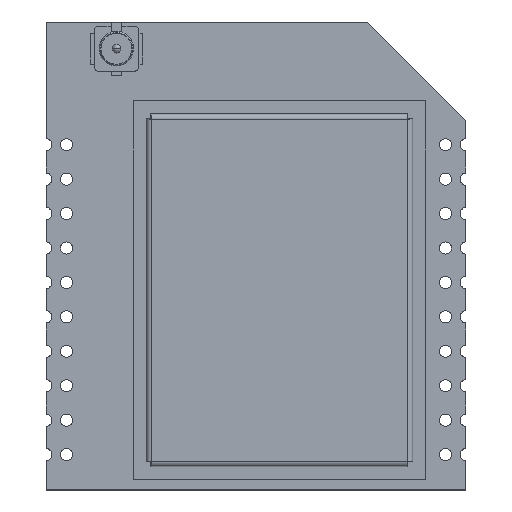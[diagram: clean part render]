
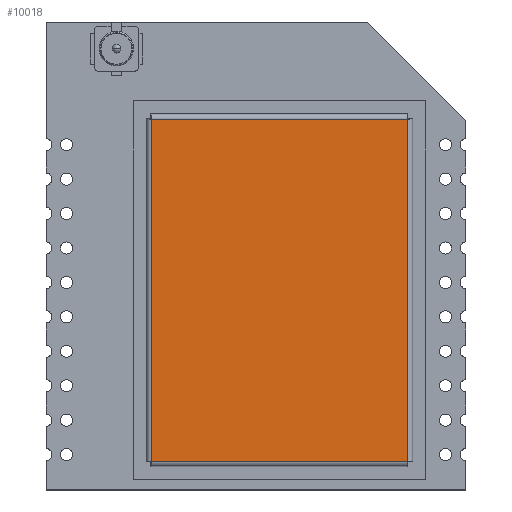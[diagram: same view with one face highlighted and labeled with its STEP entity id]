
A CAD part, top view. The second image highlights one B-rep face of the part: STEP entity #10018.
In plain terms, the highlighted face is planar.
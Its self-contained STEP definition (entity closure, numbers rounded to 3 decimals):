
#56 = CARTESIAN_POINT ( 'NONE',  ( -9.967, 2.6, 7.438 ) ) ;
#862 = ORIENTED_EDGE ( 'NONE', *, *, #39531, .T. ) ;
#3454 = EDGE_LOOP ( 'NONE', ( #16849, #41515, #35816, #862 ) ) ;
#4791 = AXIS2_PLACEMENT_3D ( 'NONE', #38758, #42392, #19625 ) ;
#5939 = LINE ( 'NONE', #38396, #32382 ) ;
#8024 = VERTEX_POINT ( 'NONE', #32987 ) ;
#8751 = DIRECTION ( 'NONE',  ( 0., 0., -1. ) ) ;
#8937 = DIRECTION ( 'NONE',  ( -1., 0., 0. ) ) ;
#10018 = ADVANCED_FACE ( 'NONE', ( #12931 ), #16156, .F. ) ;
#12931 = FACE_OUTER_BOUND ( 'NONE', #3454, .T. ) ;
#14421 = VECTOR ( 'NONE', #27640, 1000. ) ;
#15213 = CARTESIAN_POINT ( 'NONE',  ( 9.938, 2.6, 7.467 ) ) ;
#15842 = LINE ( 'NONE', #15213, #34799 ) ;
#16156 = PLANE ( 'NONE',  #4791 ) ;
#16737 = VERTEX_POINT ( 'NONE', #33827 ) ;
#16849 = ORIENTED_EDGE ( 'NONE', *, *, #17106, .T. ) ;
#17106 = EDGE_CURVE ( 'NONE', #41743, #16737, #15842, .T. ) ;
#19572 = EDGE_CURVE ( 'NONE', #8024, #32717, #37923, .T. ) ;
#19625 = DIRECTION ( 'NONE',  ( 0., 0., -1. ) ) ;
#19851 = DIRECTION ( 'NONE',  ( 1., 0., 0. ) ) ;
#21993 = VECTOR ( 'NONE', #19851, 1000. ) ;
#23754 = CARTESIAN_POINT ( 'NONE',  ( -9.938, 2.6, 7.438 ) ) ;
#27640 = DIRECTION ( 'NONE',  ( 0., 0., 1. ) ) ;
#27712 = CARTESIAN_POINT ( 'NONE',  ( 9.938, 2.6, 7.438 ) ) ;
#29524 = LINE ( 'NONE', #56, #21993 ) ;
#31685 = CARTESIAN_POINT ( 'NONE',  ( -9.938, 2.6, -7.467 ) ) ;
#32382 = VECTOR ( 'NONE', #8937, 1000. ) ;
#32717 = VERTEX_POINT ( 'NONE', #23754 ) ;
#32987 = CARTESIAN_POINT ( 'NONE',  ( -9.938, 2.6, -7.438 ) ) ;
#33827 = CARTESIAN_POINT ( 'NONE',  ( 9.938, 2.6, -7.438 ) ) ;
#34644 = EDGE_CURVE ( 'NONE', #16737, #8024, #5939, .T. ) ;
#34799 = VECTOR ( 'NONE', #8751, 1000. ) ;
#35816 = ORIENTED_EDGE ( 'NONE', *, *, #19572, .T. ) ;
#37923 = LINE ( 'NONE', #31685, #14421 ) ;
#38396 = CARTESIAN_POINT ( 'NONE',  ( 9.967, 2.6, -7.438 ) ) ;
#38758 = CARTESIAN_POINT ( 'NONE',  ( 0., 2.6, 0. ) ) ;
#39531 = EDGE_CURVE ( 'NONE', #32717, #41743, #29524, .T. ) ;
#41515 = ORIENTED_EDGE ( 'NONE', *, *, #34644, .T. ) ;
#41743 = VERTEX_POINT ( 'NONE', #27712 ) ;
#42392 = DIRECTION ( 'NONE',  ( 0., -1., 0. ) ) ;
